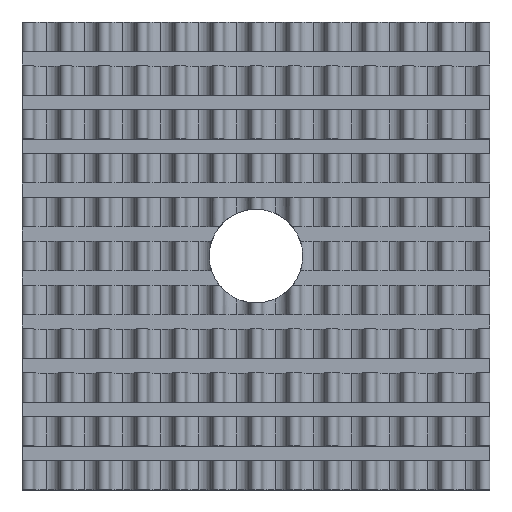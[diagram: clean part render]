
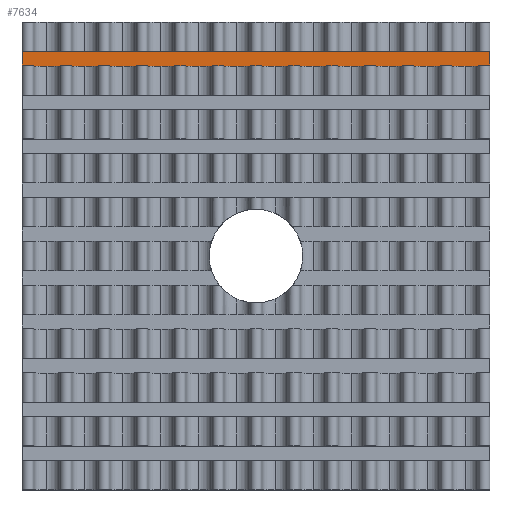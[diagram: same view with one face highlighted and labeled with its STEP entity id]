
A CAD part, top view. The second image highlights one B-rep face of the part: STEP entity #7634.
In plain terms, the highlighted planar face has unit normal (0, 0, 1).
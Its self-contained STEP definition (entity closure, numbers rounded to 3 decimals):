
#394 = ORIENTED_EDGE ( 'NONE', *, *, #8002, .T. ) ;
#522 = ORIENTED_EDGE ( 'NONE', *, *, #18414, .F. ) ;
#914 = CARTESIAN_POINT ( 'NONE',  ( -20., 16.25, 1.5 ) ) ;
#1338 = LINE ( 'NONE', #13742, #10695 ) ;
#3103 = VERTEX_POINT ( 'NONE', #914 ) ;
#3232 = CARTESIAN_POINT ( 'NONE',  ( -20., 17.5, 1.5 ) ) ;
#4109 = CARTESIAN_POINT ( 'NONE',  ( 20., 17.5, 1.5 ) ) ;
#4806 = DIRECTION ( 'NONE',  ( 1., 0., 0. ) ) ;
#5468 = VERTEX_POINT ( 'NONE', #15764 ) ;
#5779 = VERTEX_POINT ( 'NONE', #6806 ) ;
#6806 = CARTESIAN_POINT ( 'NONE',  ( -20., 17.5, 1.5 ) ) ;
#7018 = DIRECTION ( 'NONE',  ( 0., 0., -1. ) ) ;
#7634 = ADVANCED_FACE ( 'NONE', ( #10726 ), #18164, .F. ) ;
#7832 = LINE ( 'NONE', #17842, #8420 ) ;
#7939 = ORIENTED_EDGE ( 'NONE', *, *, #18293, .F. ) ;
#8002 = EDGE_CURVE ( 'NONE', #3103, #5468, #1338, .T. ) ;
#8420 = VECTOR ( 'NONE', #4806, 1000. ) ;
#8631 = VERTEX_POINT ( 'NONE', #4109 ) ;
#8999 = CARTESIAN_POINT ( 'NONE',  ( -20., 17.5, 1.5 ) ) ;
#9756 = VECTOR ( 'NONE', #14866, 1000. ) ;
#9855 = VECTOR ( 'NONE', #18269, 1000. ) ;
#10379 = EDGE_LOOP ( 'NONE', ( #7939, #522, #394, #15904 ) ) ;
#10444 = LINE ( 'NONE', #8999, #9855 ) ;
#10695 = VECTOR ( 'NONE', #11897, 1000. ) ;
#10726 = FACE_OUTER_BOUND ( 'NONE', #10379, .T. ) ;
#11897 = DIRECTION ( 'NONE',  ( 1., 0., 0. ) ) ;
#13010 = CARTESIAN_POINT ( 'NONE',  ( 20., 17.5, 1.5 ) ) ;
#13742 = CARTESIAN_POINT ( 'NONE',  ( -20., 16.25, 1.5 ) ) ;
#14706 = LINE ( 'NONE', #13010, #9756 ) ;
#14866 = DIRECTION ( 'NONE',  ( 0., 1., 0. ) ) ;
#15764 = CARTESIAN_POINT ( 'NONE',  ( 20., 16.25, 1.5 ) ) ;
#15904 = ORIENTED_EDGE ( 'NONE', *, *, #20226, .T. ) ;
#17842 = CARTESIAN_POINT ( 'NONE',  ( -20., 17.5, 1.5 ) ) ;
#18164 = PLANE ( 'NONE',  #21750 ) ;
#18269 = DIRECTION ( 'NONE',  ( 0., 1., 0. ) ) ;
#18293 = EDGE_CURVE ( 'NONE', #5779, #8631, #7832, .T. ) ;
#18414 = EDGE_CURVE ( 'NONE', #3103, #5779, #10444, .T. ) ;
#20024 = DIRECTION ( 'NONE',  ( 0., 1., 0. ) ) ;
#20226 = EDGE_CURVE ( 'NONE', #5468, #8631, #14706, .T. ) ;
#21750 = AXIS2_PLACEMENT_3D ( 'NONE', #3232, #7018, #20024 ) ;
